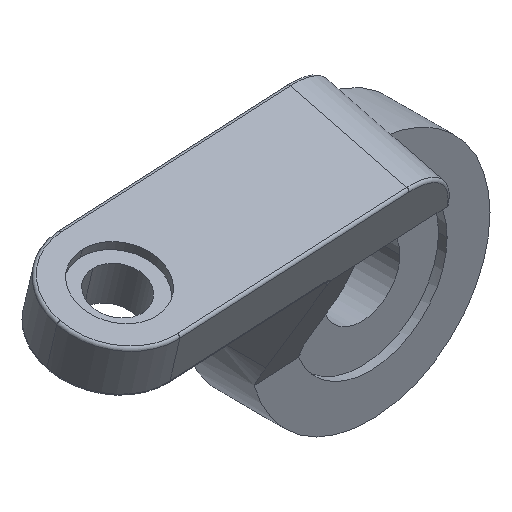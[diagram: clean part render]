
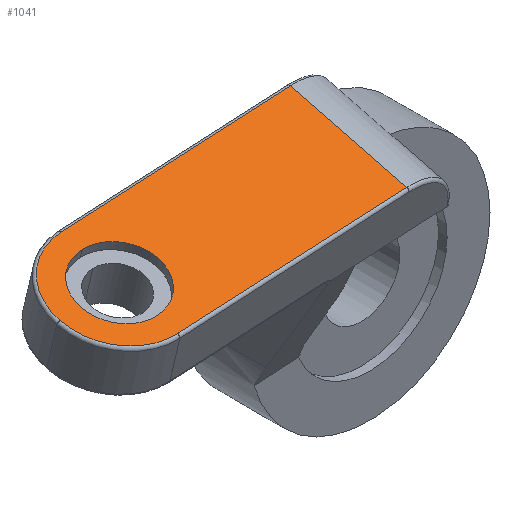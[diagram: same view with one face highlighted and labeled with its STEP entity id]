
A CAD part, isometric view. The second image highlights one B-rep face of the part: STEP entity #1041.
In plain terms, the highlighted planar face has unit normal (-0.051, -0.265, 0.963).
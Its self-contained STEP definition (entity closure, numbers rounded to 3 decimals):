
#285=CARTESIAN_POINT('POINT23',(-26.819,
   -98.623,16.125));
#286=VERTEX_POINT('VERTEX23',#285);
#294=CARTESIAN_POINT('POINT24',(-26.819,
   -105.511,14.231));
#295=VERTEX_POINT('VERTEX24',#294);
#302=CARTESIAN_POINT('POS35',(-26.819,
   -102.067,15.178));
#303=DIRECTION('DIR60',(-0.05,-0.265,
   0.963));
#304=DIRECTION('DIR61',(0.,0.964,
   0.265));
#305=AXIS2_PLACEMENT_3D('AXIS26',#302,#303,#304);
#306=CIRCLE('ELLIPSE19',#305,3.572);
#307=EDGE_CURVE('EDGE28',#286,#295,#306,.F.);
#320=CARTESIAN_POINT('POS37',(-26.819,
   -102.067,15.178));
#321=DIRECTION('DIR64',(-0.05,-0.265,
   0.963));
#322=DIRECTION('DIR65',(0.,0.964,
   0.265));
#323=AXIS2_PLACEMENT_3D('AXIS28',#320,#321,#322);
#324=CIRCLE('ELLIPSE20',#323,3.572);
#325=EDGE_CURVE('EDGE29',#295,#286,#324,.F.);
#330=CARTESIAN_POINT('POINT25',(-5.546,
   -107.379,14.832));
#331=VERTEX_POINT('VERTEX25',#330);
#347=CARTESIAN_POINT('POINT27',(-5.699,
   -96.756,17.745));
#348=VERTEX_POINT('VERTEX27',#347);
#356=CARTESIAN_POINT('POS41',(-5.543,
   -107.624,14.765));
#357=DIRECTION('DIR71',(-0.014,0.964,
   0.264));
#358=VECTOR('VEC11',#357,1.);
#359=LINE('STRAIGHT11',#356,#358);
#360=EDGE_CURVE('EDGE33',#331,#348,#359,.T.);
#986=CARTESIAN_POINT('POINT51',(-26.895,
   -96.756,16.634));
#987=VERTEX_POINT('VERTEX51',#986);
#995=CARTESIAN_POINT('POS90',(-5.699,
   -96.756,17.745));
#996=DIRECTION('DIR149',(-0.999,0.,
   -0.052));
#997=VECTOR('VEC31',#996,1.);
#998=LINE('STRAIGHT31',#995,#997);
#999=EDGE_CURVE('EDGE75',#348,#987,#998,.T.);
#1009=CARTESIAN_POINT('POINT52',(-26.743,
   -107.379,13.721));
#1010=VERTEX_POINT('VERTEX52',#1009);
#1011=CARTESIAN_POINT('POS92',(-26.743,
   -107.379,13.721));
#1012=DIRECTION('DIR152',(0.999,0.,
   0.052));
#1013=VECTOR('VEC32',#1012,1.);
#1014=LINE('STRAIGHT32',#1011,#1013);
#1015=EDGE_CURVE('EDGE76',#1010,#331,#1014,.T.);
#1016=ORIENTED_EDGE('COEDGE125',*,*,#1015,.T.);
#1017=ORIENTED_EDGE('COEDGE126',*,*,#360,.T.);
#1018=ORIENTED_EDGE('COEDGE127',*,*,#999,.T.);
#1019=CARTESIAN_POINT('POINT53',(-32.32,
   -102.067,14.889));
#1020=VERTEX_POINT('VERTEX53',#1019);
#1021=CARTESIAN_POINT('POS93',(-26.819,
   -102.067,15.178));
#1022=DIRECTION('DIR153',(-0.05,-0.265,
   0.963));
#1023=DIRECTION('DIR154',(0.999,0.,
   0.052));
#1024=AXIS2_PLACEMENT_3D('AXIS61',#1021,#1022,#1023);
#1025=CIRCLE('ELLIPSE41',#1024,5.508);
#1026=EDGE_CURVE('EDGE77',#987,#1020,#1025,.T.);
#1027=ORIENTED_EDGE('COEDGE128',*,*,#1026,.T.);
#1028=EDGE_CURVE('EDGE78',#1020,#1010,#1025,.T.);
#1029=ORIENTED_EDGE('COEDGE129',*,*,#1028,.T.);
#1030=EDGE_LOOP('NONE',(#1016,#1017,#1018,#1027,#1029));
#1031=FACE_BOUND('LOOP1',#1030,.T.);
#1032=ORIENTED_EDGE('COEDGE130',*,*,#325,.T.);
#1033=ORIENTED_EDGE('COEDGE131',*,*,#307,.T.);
#1034=EDGE_LOOP('NONE',(#1032,#1033));
#1035=FACE_BOUND('LOOP1',#1034,.T.);
#1036=CARTESIAN_POINT('POS94',(-0.787,
   -107.624,15.014));
#1037=DIRECTION('DIR155',(-0.05,-0.265,
   0.963));
#1038=DIRECTION('DIR156',(0.999,-0.013,
   0.049));
#1039=AXIS2_PLACEMENT_3D('AXIS62',#1036,#1037,#1038);
#1040=PLANE('PLANE9',#1039);
#1041=ADVANCED_FACE('FACE27',(#1031,#1035),#1040,.T.);
